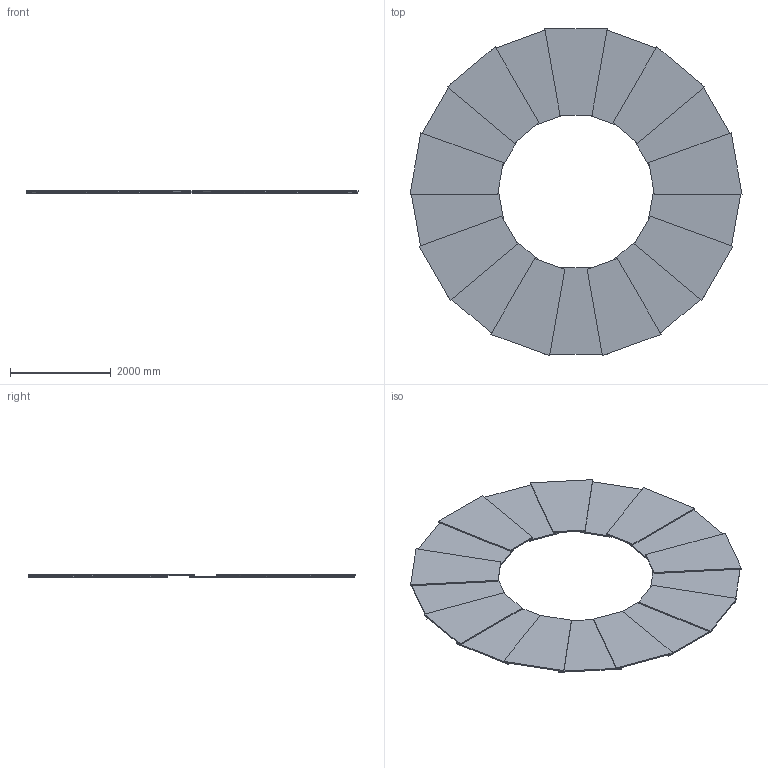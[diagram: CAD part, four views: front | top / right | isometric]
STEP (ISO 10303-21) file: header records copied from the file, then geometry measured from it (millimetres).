
FILE_DESCRIPTION (( 'STEP AP203' ), '1' );
FILE_NAME ('Assembly_Trapezoids_5mm.STEP', '2016-10-14T11:01:06', ( '' ), ( '' ), 'SwSTEP 2.0', 'SolidWorks 2013', '' );
FILE_SCHEMA (( 'CONFIG_CONTROL_DESIGN' ));
Length unit declared in the file: millimetre
Products named in the file (2): Trapezoid2; Assembly_Trapezoids_5mm
Assembly tree (18 placements, depth 2):
  Assembly_Trapezoids_5mm
    Trapezoid2  x18
Bounding box: 6603.48 x 6510.92 x 55 mm (x, y, z)
Volume: 727063650 mm3; surface area: 60581169.3 mm2
Topology: 18 solids, 18 shells, 108 faces, 216 edges, 144 vertices
Faces by surface type: plane 108
Entity records: 896 total; most frequent: DIRECTION 66, CARTESIAN_POINT 47, DATE_AND_TIME 46, LOCAL_TIME 46, CALENDAR_DATE 46, COORDINATED_UNIVERSAL_TIME_OFFSET 46, PERSON_AND_ORGANIZATION 34, PERSON_AND_ORGANIZATION_ROLE 28
